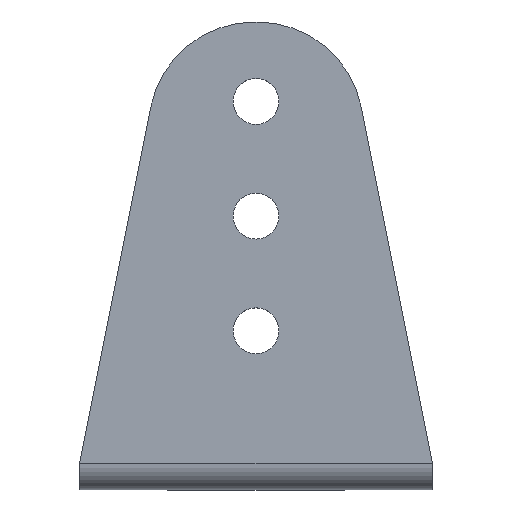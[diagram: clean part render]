
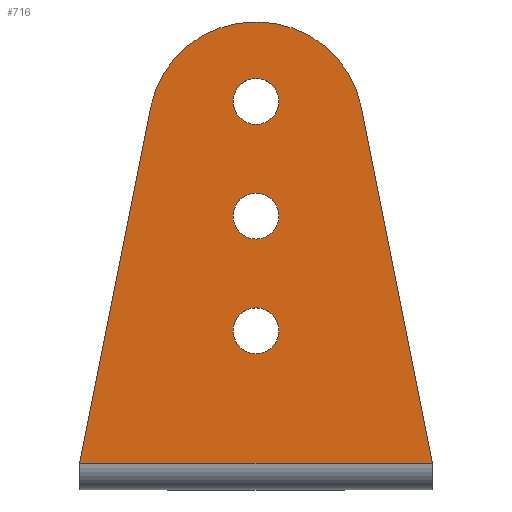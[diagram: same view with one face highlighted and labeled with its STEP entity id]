
A CAD part, top view. The second image highlights one B-rep face of the part: STEP entity #716.
In plain terms, the highlighted planar face has unit normal (0, 0, 1).
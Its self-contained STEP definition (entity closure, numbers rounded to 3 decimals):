
#2 = VERTEX_POINT ( 'NONE', #193 ) ;
#8 = AXIS2_PLACEMENT_3D ( 'NONE', #588, #727, #660 ) ;
#18 = FACE_OUTER_BOUND ( 'NONE', #480, .T. ) ;
#56 = CARTESIAN_POINT ( 'NONE',  ( 0., 14., 1.5 ) ) ;
#60 = DIRECTION ( 'NONE',  ( -1., 0., 0. ) ) ;
#62 = FACE_BOUND ( 'NONE', #404, .T. ) ;
#67 = LINE ( 'NONE', #742, #548 ) ;
#78 = CARTESIAN_POINT ( 'NONE',  ( 0.081, 19., 1.5 ) ) ;
#80 = EDGE_CURVE ( 'NONE', #334, #202, #269, .T. ) ;
#87 = DIRECTION ( 'NONE',  ( -0.196, 0.981, 0. ) ) ;
#91 = DIRECTION ( 'NONE',  ( -1., 0., 0. ) ) ;
#96 = EDGE_CURVE ( 'NONE', #350, #762, #248, .T. ) ;
#100 = AXIS2_PLACEMENT_3D ( 'NONE', #395, #449, #611 ) ;
#122 = EDGE_CURVE ( 'NONE', #171, #422, #722, .T. ) ;
#142 = ORIENTED_EDGE ( 'NONE', *, *, #353, .T. ) ;
#143 = CIRCLE ( 'NONE', #509, 1.3 ) ;
#145 = CARTESIAN_POINT ( 'NONE',  ( -1.3, 7.5, 1.5 ) ) ;
#149 = LINE ( 'NONE', #204, #257 ) ;
#168 = VERTEX_POINT ( 'NONE', #484 ) ;
#170 = FACE_BOUND ( 'NONE', #427, .T. ) ;
#171 = VERTEX_POINT ( 'NONE', #685 ) ;
#174 = LINE ( 'NONE', #304, #344 ) ;
#177 = AXIS2_PLACEMENT_3D ( 'NONE', #675, #734, #412 ) ;
#179 = DIRECTION ( 'NONE',  ( 0., 0., -1. ) ) ;
#183 = DIRECTION ( 'NONE',  ( 0., 0., -1. ) ) ;
#193 = CARTESIAN_POINT ( 'NONE',  ( 5.965, 20.177, 1.5 ) ) ;
#202 = VERTEX_POINT ( 'NONE', #459 ) ;
#204 = CARTESIAN_POINT ( 'NONE',  ( 10., 0., 1.5 ) ) ;
#247 = VERTEX_POINT ( 'NONE', #265 ) ;
#248 = CIRCLE ( 'NONE', #826, 1.3 ) ;
#249 = DIRECTION ( 'NONE',  ( 0., 0., -1. ) ) ;
#257 = VECTOR ( 'NONE', #662, 1000. ) ;
#259 = VERTEX_POINT ( 'NONE', #798 ) ;
#265 = CARTESIAN_POINT ( 'NONE',  ( 0.081, 25., 1.5 ) ) ;
#269 = CIRCLE ( 'NONE', #177, 1.3 ) ;
#290 = EDGE_LOOP ( 'NONE', ( #778, #699 ) ) ;
#298 = EDGE_CURVE ( 'NONE', #423, #168, #149, .T. ) ;
#302 = DIRECTION ( 'NONE',  ( 1., 0., 0. ) ) ;
#304 = CARTESIAN_POINT ( 'NONE',  ( 10., 25., 1.5 ) ) ;
#316 = CARTESIAN_POINT ( 'NONE',  ( 0., 7.5, 1.5 ) ) ;
#334 = VERTEX_POINT ( 'NONE', #145 ) ;
#335 = CIRCLE ( 'NONE', #622, 6. ) ;
#342 = ORIENTED_EDGE ( 'NONE', *, *, #628, .F. ) ;
#344 = VECTOR ( 'NONE', #302, 1000. ) ;
#350 = VERTEX_POINT ( 'NONE', #474 ) ;
#353 = EDGE_CURVE ( 'NONE', #423, #2, #67, .T. ) ;
#368 = ORIENTED_EDGE ( 'NONE', *, *, #767, .T. ) ;
#395 = CARTESIAN_POINT ( 'NONE',  ( 0., 20.5, 1.5 ) ) ;
#404 = EDGE_LOOP ( 'NONE', ( #610, #559 ) ) ;
#412 = DIRECTION ( 'NONE',  ( -1., 0., 0. ) ) ;
#415 = DIRECTION ( 'NONE',  ( 0., 0., -1. ) ) ;
#422 = VERTEX_POINT ( 'NONE', #558 ) ;
#423 = VERTEX_POINT ( 'NONE', #494 ) ;
#427 = EDGE_LOOP ( 'NONE', ( #486, #368 ) ) ;
#430 = DIRECTION ( 'NONE',  ( -0.196, -0.981, 0. ) ) ;
#449 = DIRECTION ( 'NONE',  ( 0., 0., -1. ) ) ;
#459 = CARTESIAN_POINT ( 'NONE',  ( 1.3, 7.5, 1.5 ) ) ;
#462 = VERTEX_POINT ( 'NONE', #754 ) ;
#467 = EDGE_CURVE ( 'NONE', #422, #247, #174, .T. ) ;
#474 = CARTESIAN_POINT ( 'NONE',  ( -1.3, 20.5, 1.5 ) ) ;
#479 = DIRECTION ( 'NONE',  ( 0., 0., -1. ) ) ;
#480 = EDGE_LOOP ( 'NONE', ( #569, #653, #504, #142, #342, #833 ) ) ;
#482 = AXIS2_PLACEMENT_3D ( 'NONE', #316, #183, #779 ) ;
#484 = CARTESIAN_POINT ( 'NONE',  ( -10., 0., 1.5 ) ) ;
#486 = ORIENTED_EDGE ( 'NONE', *, *, #96, .T. ) ;
#494 = CARTESIAN_POINT ( 'NONE',  ( 10., 0., 1.5 ) ) ;
#497 = CIRCLE ( 'NONE', #678, 1.3 ) ;
#501 = EDGE_CURVE ( 'NONE', #171, #168, #503, .T. ) ;
#503 = LINE ( 'NONE', #697, #633 ) ;
#504 = ORIENTED_EDGE ( 'NONE', *, *, #298, .F. ) ;
#509 = AXIS2_PLACEMENT_3D ( 'NONE', #56, #179, #639 ) ;
#531 = CARTESIAN_POINT ( 'NONE',  ( 1.3, 20.5, 1.5 ) ) ;
#548 = VECTOR ( 'NONE', #87, 1000. ) ;
#551 = CARTESIAN_POINT ( 'NONE',  ( -0.081, 19., 1.5 ) ) ;
#558 = CARTESIAN_POINT ( 'NONE',  ( -0.081, 25., 1.5 ) ) ;
#559 = ORIENTED_EDGE ( 'NONE', *, *, #617, .T. ) ;
#569 = ORIENTED_EDGE ( 'NONE', *, *, #122, .F. ) ;
#588 = CARTESIAN_POINT ( 'NONE',  ( 10., 0., 1.5 ) ) ;
#592 = DIRECTION ( 'NONE',  ( 0., 0., -1. ) ) ;
#603 = EDGE_CURVE ( 'NONE', #462, #259, #143, .T. ) ;
#610 = ORIENTED_EDGE ( 'NONE', *, *, #603, .T. ) ;
#611 = DIRECTION ( 'NONE',  ( -1., 0., 0. ) ) ;
#617 = EDGE_CURVE ( 'NONE', #259, #462, #497, .T. ) ;
#622 = AXIS2_PLACEMENT_3D ( 'NONE', #78, #592, #723 ) ;
#628 = EDGE_CURVE ( 'NONE', #247, #2, #335, .T. ) ;
#629 = CIRCLE ( 'NONE', #100, 1.3 ) ;
#633 = VECTOR ( 'NONE', #430, 1000. ) ;
#639 = DIRECTION ( 'NONE',  ( -1., 0., 0. ) ) ;
#653 = ORIENTED_EDGE ( 'NONE', *, *, #501, .T. ) ;
#660 = DIRECTION ( 'NONE',  ( -1., 0., 0. ) ) ;
#662 = DIRECTION ( 'NONE',  ( -1., 0., 0. ) ) ;
#664 = CIRCLE ( 'NONE', #482, 1.3 ) ;
#675 = CARTESIAN_POINT ( 'NONE',  ( 0., 7.5, 1.5 ) ) ;
#678 = AXIS2_PLACEMENT_3D ( 'NONE', #711, #249, #60 ) ;
#685 = CARTESIAN_POINT ( 'NONE',  ( -5.965, 20.177, 1.5 ) ) ;
#697 = CARTESIAN_POINT ( 'NONE',  ( -10., 0., 1.5 ) ) ;
#699 = ORIENTED_EDGE ( 'NONE', *, *, #839, .T. ) ;
#711 = CARTESIAN_POINT ( 'NONE',  ( 0., 14., 1.5 ) ) ;
#716 = ADVANCED_FACE ( 'NONE', ( #18, #752, #62, #170 ), #792, .F. ) ;
#722 = CIRCLE ( 'NONE', #732, 6. ) ;
#723 = DIRECTION ( 'NONE',  ( 1., 0., 0. ) ) ;
#727 = DIRECTION ( 'NONE',  ( 0., 0., -1. ) ) ;
#732 = AXIS2_PLACEMENT_3D ( 'NONE', #551, #415, #746 ) ;
#734 = DIRECTION ( 'NONE',  ( 0., 0., -1. ) ) ;
#742 = CARTESIAN_POINT ( 'NONE',  ( 5., 25., 1.5 ) ) ;
#746 = DIRECTION ( 'NONE',  ( -1., 0., 0. ) ) ;
#752 = FACE_BOUND ( 'NONE', #290, .T. ) ;
#754 = CARTESIAN_POINT ( 'NONE',  ( -1.3, 14., 1.5 ) ) ;
#762 = VERTEX_POINT ( 'NONE', #531 ) ;
#767 = EDGE_CURVE ( 'NONE', #762, #350, #629, .T. ) ;
#778 = ORIENTED_EDGE ( 'NONE', *, *, #80, .T. ) ;
#779 = DIRECTION ( 'NONE',  ( -1., 0., 0. ) ) ;
#792 = PLANE ( 'NONE',  #8 ) ;
#798 = CARTESIAN_POINT ( 'NONE',  ( 1.3, 14., 1.5 ) ) ;
#805 = CARTESIAN_POINT ( 'NONE',  ( 0., 20.5, 1.5 ) ) ;
#826 = AXIS2_PLACEMENT_3D ( 'NONE', #805, #479, #91 ) ;
#833 = ORIENTED_EDGE ( 'NONE', *, *, #467, .F. ) ;
#839 = EDGE_CURVE ( 'NONE', #202, #334, #664, .T. ) ;
